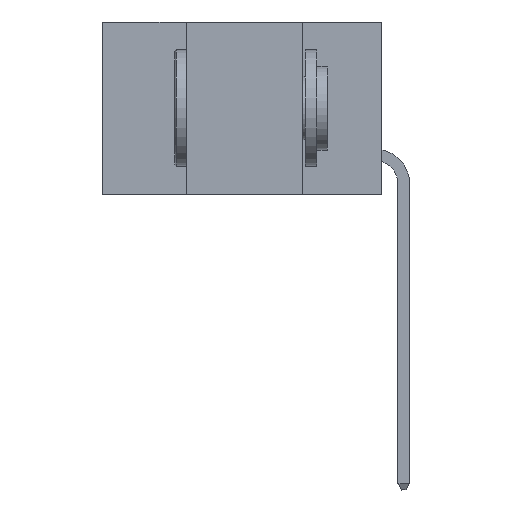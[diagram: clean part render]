
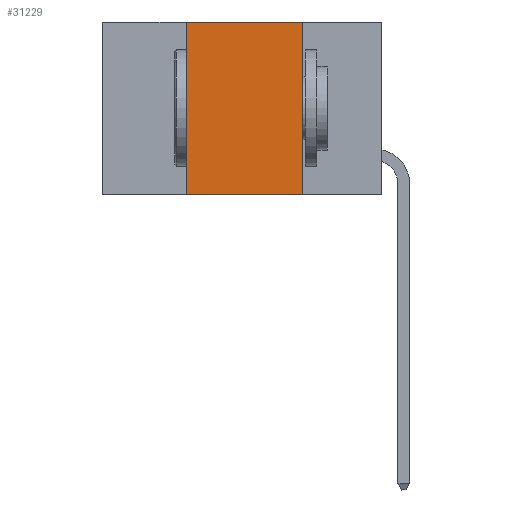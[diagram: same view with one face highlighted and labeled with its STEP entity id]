
A CAD part, left-side view. The second image highlights one B-rep face of the part: STEP entity #31229.
In plain terms, the highlighted planar face has unit normal (-1, 0, 0).
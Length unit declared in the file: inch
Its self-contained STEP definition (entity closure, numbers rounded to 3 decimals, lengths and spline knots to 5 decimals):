
#1619 = CARTESIAN_POINT ( 'NONE',  ( 0., 0.6, 0. ) ) ;
#2666 = ORIENTED_EDGE ( 'NONE', *, *, #5710, .F. ) ;
#3221 = LINE ( 'NONE', #11579, #11563 ) ;
#4355 = DIRECTION ( 'NONE',  ( 1., 0., 0. ) ) ;
#5710 = EDGE_CURVE ( 'NONE', #22886, #18944, #3221, .T. ) ;
#6112 = CARTESIAN_POINT ( 'NONE',  ( 0., 0.42, -0.37 ) ) ;
#6716 = EDGE_LOOP ( 'NONE', ( #2666, #27528, #32445, #26788 ) ) ;
#7509 = VECTOR ( 'NONE', #27778, 39.37008 ) ;
#9801 = EDGE_CURVE ( 'NONE', #39357, #22886, #31895, .T. ) ;
#10280 = VERTEX_POINT ( 'NONE', #6112 ) ;
#10834 = EDGE_CURVE ( 'NONE', #10280, #18944, #11896, .T. ) ;
#11563 = VECTOR ( 'NONE', #32963, 39.37008 ) ;
#11579 = CARTESIAN_POINT ( 'NONE',  ( 0., 0.17, 0. ) ) ;
#11896 = LINE ( 'NONE', #40088, #15292 ) ;
#13895 = VECTOR ( 'NONE', #21304, 39.37008 ) ;
#14545 = EDGE_CURVE ( 'NONE', #10280, #39357, #18358, .T. ) ;
#15292 = VECTOR ( 'NONE', #21113, 39.37008 ) ;
#16183 = FACE_OUTER_BOUND ( 'NONE', #6716, .T. ) ;
#17242 = DIRECTION ( 'NONE',  ( 0., 0., -1. ) ) ;
#18189 = CARTESIAN_POINT ( 'NONE',  ( 0., 0.42, 0. ) ) ;
#18358 = LINE ( 'NONE', #18189, #13895 ) ;
#18591 = CARTESIAN_POINT ( 'NONE',  ( 0., 0.17, 0. ) ) ;
#18944 = VERTEX_POINT ( 'NONE', #27255 ) ;
#20223 = CARTESIAN_POINT ( 'NONE',  ( 0., 0.6, 0. ) ) ;
#21113 = DIRECTION ( 'NONE',  ( 0., -1., 0. ) ) ;
#21304 = DIRECTION ( 'NONE',  ( 0., 0., 1. ) ) ;
#22886 = VERTEX_POINT ( 'NONE', #18591 ) ;
#25488 = AXIS2_PLACEMENT_3D ( 'NONE', #20223, #4355, #17242 ) ;
#26788 = ORIENTED_EDGE ( 'NONE', *, *, #10834, .T. ) ;
#27255 = CARTESIAN_POINT ( 'NONE',  ( 0., 0.17, -0.37 ) ) ;
#27528 = ORIENTED_EDGE ( 'NONE', *, *, #9801, .F. ) ;
#27778 = DIRECTION ( 'NONE',  ( 0., -1., 0. ) ) ;
#31229 = ADVANCED_FACE ( 'NONE', ( #16183 ), #35811, .F. ) ;
#31895 = LINE ( 'NONE', #1619, #7509 ) ;
#32445 = ORIENTED_EDGE ( 'NONE', *, *, #14545, .F. ) ;
#32685 = CARTESIAN_POINT ( 'NONE',  ( 0., 0.42, 0. ) ) ;
#32963 = DIRECTION ( 'NONE',  ( 0., 0., -1. ) ) ;
#35811 = PLANE ( 'NONE',  #25488 ) ;
#39357 = VERTEX_POINT ( 'NONE', #32685 ) ;
#40088 = CARTESIAN_POINT ( 'NONE',  ( 0., 0.6, -0.37 ) ) ;
